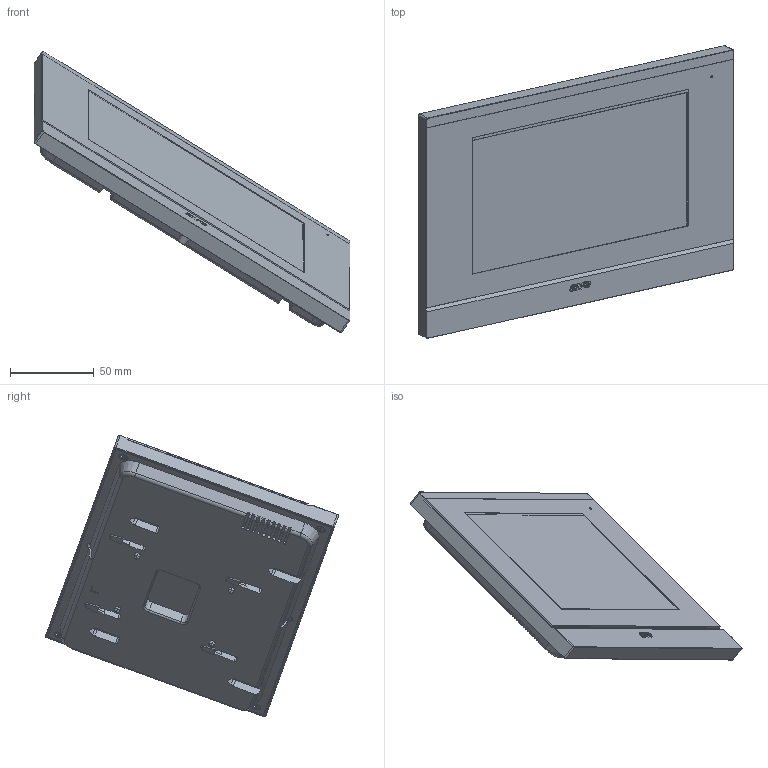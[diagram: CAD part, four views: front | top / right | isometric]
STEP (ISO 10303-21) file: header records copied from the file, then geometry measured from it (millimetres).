
FILE_DESCRIPTION(('CATIA V5 STEP Exchange'),'2;1');
FILE_NAME('TS-SMART7ALS.stp','2024-03-21T10:28:15+00:00',('none'),('none'),'CATIA Version 5-6 Release 2016 SP6','CATIA V5 STEP AP203','none');
FILE_SCHEMA(('CONFIG_CONTROL_DESIGN'));
Products named in the file (1): TS-SMART7
Assembly tree (2 placements, depth 2):
  TS-SMART7
    #57
    #101
Bounding box: 188.73 x 175.15 x 168.19 mm (x, y, z)
Volume: 269874.1 mm3; surface area: 293794.3 mm2
Topology: 23 solids, 23 shells, 1989 faces, 5296 edges, 3447 vertices
Faces by surface type: plane 921, cylinder 459, cone 388, bspline 112, torus 73, extrusion 36
Entity records: 83314 total; most frequent: CARTESIAN_POINT 36559, ORIENTED_EDGE 10588, DIRECTION 7763, EDGE_CURVE 5294, VERTEX_POINT 3443, VECTOR 3056, LINE 3020, AXIS2_PLACEMENT_3D 2870
